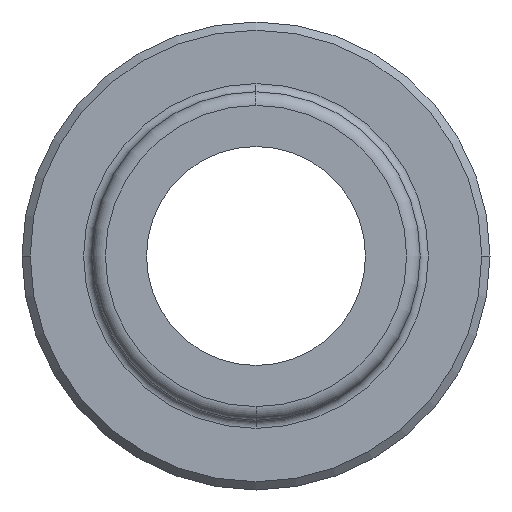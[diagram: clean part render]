
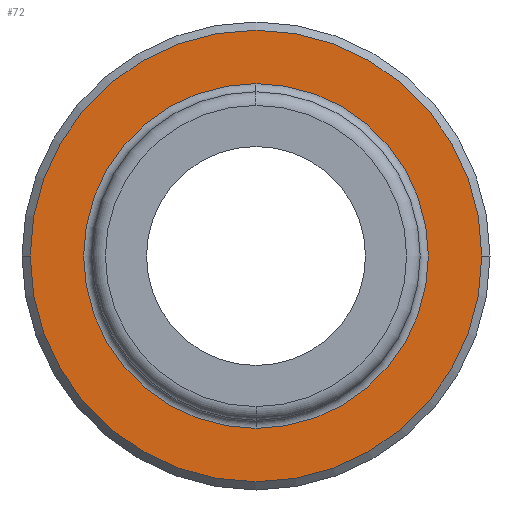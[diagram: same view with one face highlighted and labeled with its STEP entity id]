
A CAD part, front view. The second image highlights one B-rep face of the part: STEP entity #72.
In plain terms, the highlighted planar face has unit normal (0, -1, 0).
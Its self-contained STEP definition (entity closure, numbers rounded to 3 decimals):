
#72=ADVANCED_FACE('',(#143,#144),#145,.T.);
#143=FACE_OUTER_BOUND('',#236,.T.);
#144=FACE_BOUND('',#237,.T.);
#145=PLANE('',#238);
#236=EDGE_LOOP('',(#477,#478));
#237=EDGE_LOOP('',(#479,#480,#481));
#238=AXIS2_PLACEMENT_3D('',#482,#483,#484);
#477=ORIENTED_EDGE('',*,*,#640,.F.);
#478=ORIENTED_EDGE('',*,*,#683,.F.);
#479=ORIENTED_EDGE('',*,*,#681,.T.);
#480=ORIENTED_EDGE('',*,*,#646,.T.);
#481=ORIENTED_EDGE('',*,*,#682,.T.);
#482=CARTESIAN_POINT('',(7.318,-23.843,0.0));
#483=DIRECTION('',(0.,-1.0,-0.0));
#484=DIRECTION('',(-1.0,0.,0.0));
#640=EDGE_CURVE('',#770,#772,#773,.T.);
#646=EDGE_CURVE('',#776,#782,#784,.T.);
#681=EDGE_CURVE('',#840,#776,#841,.T.);
#682=EDGE_CURVE('',#782,#840,#842,.T.);
#683=EDGE_CURVE('',#772,#770,#843,.T.);
#770=VERTEX_POINT('',#948);
#772=VERTEX_POINT('',#951);
#773=CIRCLE('',#952,8.3);
#776=VERTEX_POINT('',#956);
#782=VERTEX_POINT('',#962);
#784=CIRCLE('',#964,6.336);
#840=VERTEX_POINT('',#1028);
#841=CIRCLE('',#1029,6.336);
#842=CIRCLE('',#1030,6.336);
#843=CIRCLE('',#1031,8.3);
#948=CARTESIAN_POINT('',(8.3,-23.843,0.0));
#951=CARTESIAN_POINT('',(-8.3,-23.843,0.));
#952=AXIS2_PLACEMENT_3D('',#1126,#1127,#1128);
#956=CARTESIAN_POINT('',(0.,-23.843,-6.336));
#962=CARTESIAN_POINT('',(0.,-23.843,6.336));
#964=AXIS2_PLACEMENT_3D('',#1142,#1143,#1144);
#1028=CARTESIAN_POINT('',(6.336,-23.843,0.0));
#1029=AXIS2_PLACEMENT_3D('',#1231,#1232,#1233);
#1030=AXIS2_PLACEMENT_3D('',#1234,#1235,#1236);
#1031=AXIS2_PLACEMENT_3D('',#1237,#1238,#1239);
#1126=CARTESIAN_POINT('',(0.0,-23.843,0.0));
#1127=DIRECTION('',(-0.0,1.0,0.0));
#1128=DIRECTION('',(1.0,0.0,0.0));
#1142=CARTESIAN_POINT('',(0.0,-23.843,0.0));
#1143=DIRECTION('',(-0.0,1.0,0.0));
#1144=DIRECTION('',(1.0,0.0,0.0));
#1231=CARTESIAN_POINT('',(0.0,-23.843,0.0));
#1232=DIRECTION('',(-0.0,1.0,0.0));
#1233=DIRECTION('',(1.0,0.0,0.0));
#1234=CARTESIAN_POINT('',(0.0,-23.843,0.0));
#1235=DIRECTION('',(-0.0,1.0,0.0));
#1236=DIRECTION('',(1.0,0.0,0.0));
#1237=CARTESIAN_POINT('',(0.0,-23.843,0.0));
#1238=DIRECTION('',(-0.0,1.0,0.0));
#1239=DIRECTION('',(1.0,0.0,0.0));
